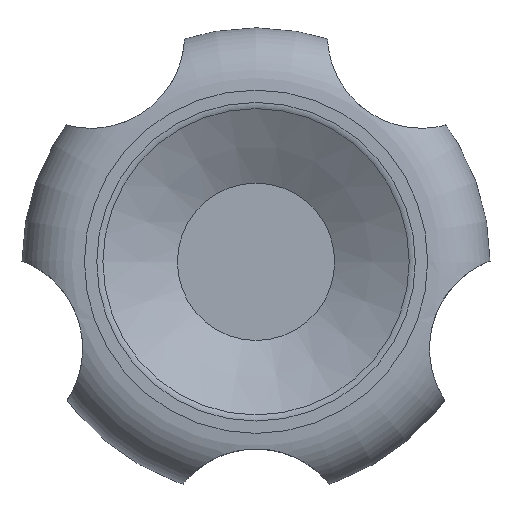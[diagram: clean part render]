
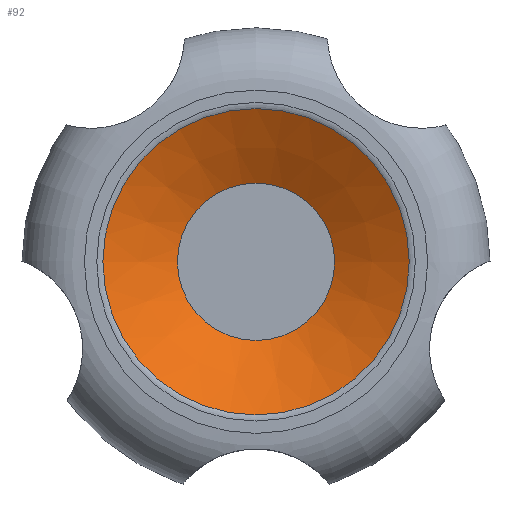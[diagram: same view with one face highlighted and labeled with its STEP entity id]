
A CAD part, top view. The second image highlights one B-rep face of the part: STEP entity #92.
In plain terms, the highlighted conical face has half-angle 60.548 degrees and reference radius 25 mm.
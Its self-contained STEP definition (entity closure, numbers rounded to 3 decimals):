
#92 = ADVANCED_FACE( '', ( #204, #205 ), #206, .F. );
#204 = FACE_OUTER_BOUND( '', #321, .T. );
#205 = FACE_BOUND( '', #322, .T. );
#206 = CONICAL_SURFACE( '', #323, 25., 1.057 );
#321 = EDGE_LOOP( '', ( #472 ) );
#322 = EDGE_LOOP( '', ( #473 ) );
#323 = AXIS2_PLACEMENT_3D( '', #474, #475, #476 );
#472 = ORIENTED_EDGE( '', *, *, #519, .T. );
#473 = ORIENTED_EDGE( '', *, *, #564, .F. );
#474 = CARTESIAN_POINT( '', ( 0., 0., 48. ) );
#475 = DIRECTION( '', ( 0., 0., 1. ) );
#476 = DIRECTION( '', ( 1., 0., 0. ) );
#519 = EDGE_CURVE( '', #575, #575, #576, .F. );
#564 = EDGE_CURVE( '', #643, #643, #644, .T. );
#575 = VERTEX_POINT( '', #655 );
#576 = CIRCLE( '', #656, 24.542 );
#643 = VERTEX_POINT( '', #1246 );
#644 = CIRCLE( '', #1247, 12.603 );
#655 = CARTESIAN_POINT( '', ( -24.542, 0., 47.742 ) );
#656 = AXIS2_PLACEMENT_3D( '', #1258, #1259, #1260 );
#1246 = CARTESIAN_POINT( '', ( 12.603, 0., 41. ) );
#1247 = AXIS2_PLACEMENT_3D( '', #1315, #1316, #1317 );
#1258 = CARTESIAN_POINT( '', ( 0., 0., 47.742 ) );
#1259 = DIRECTION( '', ( 0., 0., -1. ) );
#1260 = DIRECTION( '', ( -1., 0., 0. ) );
#1315 = CARTESIAN_POINT( '', ( 0., 0., 41. ) );
#1316 = DIRECTION( '', ( 0., 0., 1. ) );
#1317 = DIRECTION( '', ( 1., 0., 0. ) );
